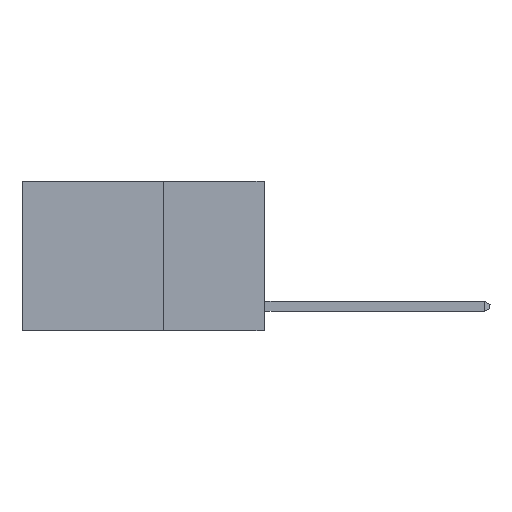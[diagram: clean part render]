
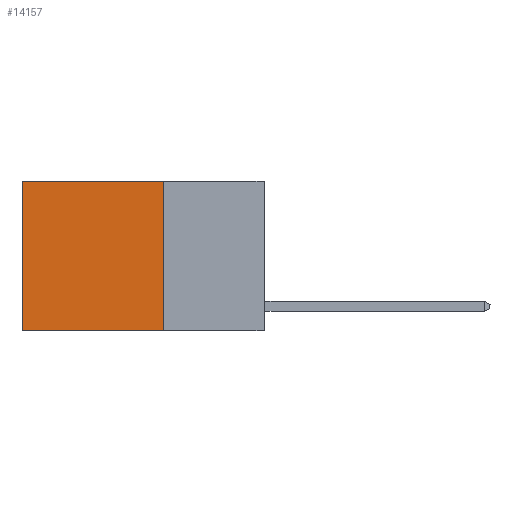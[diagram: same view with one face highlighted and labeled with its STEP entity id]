
A CAD part, left-side view. The second image highlights one B-rep face of the part: STEP entity #14157.
In plain terms, the highlighted planar face has unit normal (-1, 0, 0).
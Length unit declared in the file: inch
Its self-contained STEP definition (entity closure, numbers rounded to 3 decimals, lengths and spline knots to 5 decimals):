
#644 = PLANE ( 'NONE',  #5568 ) ;
#1318 = LINE ( 'NONE', #2847, #8988 ) ;
#1433 = DIRECTION ( 'NONE',  ( 0., 0., -1. ) ) ;
#2046 = DIRECTION ( 'NONE',  ( 0., 0., -1. ) ) ;
#2230 = CARTESIAN_POINT ( 'NONE',  ( 0.2625, 0.25, -0.37 ) ) ;
#2847 = CARTESIAN_POINT ( 'NONE',  ( 0.2625, 0.25, 0. ) ) ;
#2906 = CARTESIAN_POINT ( 'NONE',  ( 0.2625, 0.6, -0.37 ) ) ;
#2914 = CARTESIAN_POINT ( 'NONE',  ( 0.2625, 0.25, 0. ) ) ;
#4103 = LINE ( 'NONE', #11540, #7811 ) ;
#5533 = CARTESIAN_POINT ( 'NONE',  ( 0.2625, 0.6, 0. ) ) ;
#5568 = AXIS2_PLACEMENT_3D ( 'NONE', #15376, #10200, #2046 ) ;
#7811 = VECTOR ( 'NONE', #8853, 39.37008 ) ;
#7999 = VERTEX_POINT ( 'NONE', #2906 ) ;
#8457 = VERTEX_POINT ( 'NONE', #12142 ) ;
#8749 = EDGE_LOOP ( 'NONE', ( #14318, #14721, #14815, #14858 ) ) ;
#8853 = DIRECTION ( 'NONE',  ( 0., 1., 0. ) ) ;
#8988 = VECTOR ( 'NONE', #12327, 39.37008 ) ;
#9024 = EDGE_CURVE ( 'NONE', #15511, #7999, #15789, .T. ) ;
#10200 = DIRECTION ( 'NONE',  ( 1., 0., 0. ) ) ;
#10924 = VECTOR ( 'NONE', #1433, 39.37008 ) ;
#11034 = CARTESIAN_POINT ( 'NONE',  ( 0.2625, 0.25, -0.37 ) ) ;
#11352 = LINE ( 'NONE', #5533, #10924 ) ;
#11540 = CARTESIAN_POINT ( 'NONE',  ( 0.2625, 0.25, 0. ) ) ;
#11727 = FACE_OUTER_BOUND ( 'NONE', #8749, .T. ) ;
#11786 = DIRECTION ( 'NONE',  ( 0., 1., 0. ) ) ;
#12142 = CARTESIAN_POINT ( 'NONE',  ( 0.2625, 0.6, 0. ) ) ;
#12327 = DIRECTION ( 'NONE',  ( 0., 0., -1. ) ) ;
#12336 = VERTEX_POINT ( 'NONE', #2914 ) ;
#12377 = VECTOR ( 'NONE', #11786, 39.37008 ) ;
#13120 = EDGE_CURVE ( 'NONE', #8457, #7999, #11352, .T. ) ;
#14157 = ADVANCED_FACE ( 'NONE', ( #11727 ), #644, .F. ) ;
#14162 = EDGE_CURVE ( 'NONE', #12336, #8457, #4103, .T. ) ;
#14318 = ORIENTED_EDGE ( 'NONE', *, *, #13120, .T. ) ;
#14721 = ORIENTED_EDGE ( 'NONE', *, *, #9024, .F. ) ;
#14815 = ORIENTED_EDGE ( 'NONE', *, *, #15474, .F. ) ;
#14858 = ORIENTED_EDGE ( 'NONE', *, *, #14162, .T. ) ;
#15376 = CARTESIAN_POINT ( 'NONE',  ( 0.2625, 0.25, 0. ) ) ;
#15474 = EDGE_CURVE ( 'NONE', #12336, #15511, #1318, .T. ) ;
#15511 = VERTEX_POINT ( 'NONE', #11034 ) ;
#15789 = LINE ( 'NONE', #2230, #12377 ) ;
